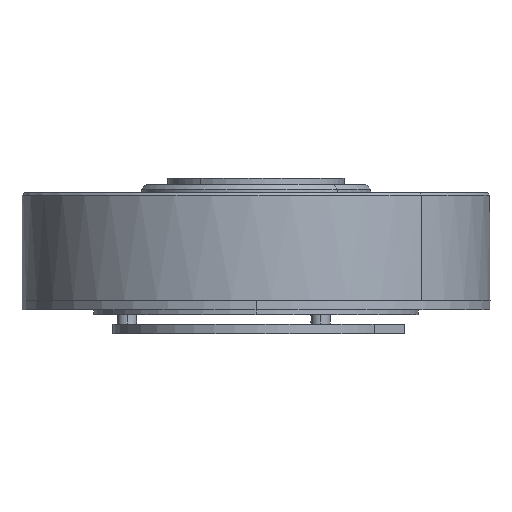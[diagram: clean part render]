
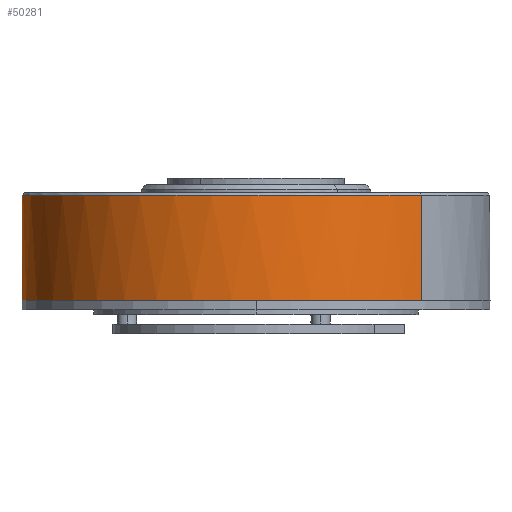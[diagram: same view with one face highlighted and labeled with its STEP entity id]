
A CAD part, left-side view. The second image highlights one B-rep face of the part: STEP entity #50281.
In plain terms, the highlighted free-form (B-spline) face has degree [2, 1] with [5, 2] control points.
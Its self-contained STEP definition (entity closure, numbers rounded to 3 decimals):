
#48709 = VERTEX_POINT('',#48710);
#48710 = CARTESIAN_POINT('',(38.383,38.383,
    26.587));
#48715 = EDGE_CURVE('',#48716,#48709,#48718,.T.);
#48716 = VERTEX_POINT('',#48717);
#48717 = CARTESIAN_POINT('',(-38.383,-38.383,
    26.587));
#48718 = ( BOUNDED_CURVE() B_SPLINE_CURVE(2,(#48719,#48720,#48721,#48722
,#48723),.UNSPECIFIED.,.F.,.F.) B_SPLINE_CURVE_WITH_KNOTS((3,2,3),(
    3.142,4.712,6.283),
.PIECEWISE_BEZIER_KNOTS.) CURVE() GEOMETRIC_REPRESENTATION_ITEM() 
RATIONAL_B_SPLINE_CURVE((1.,0.707,1.,0.707,1.)) 
REPRESENTATION_ITEM('') );
#48719 = CARTESIAN_POINT('',(-38.383,-38.383,
    26.587));
#48720 = CARTESIAN_POINT('',(-76.765,0.,
    26.587));
#48721 = CARTESIAN_POINT('',(-38.383,38.383,
    26.587));
#48722 = CARTESIAN_POINT('',(0.,76.765,
    26.587));
#48723 = CARTESIAN_POINT('',(38.383,38.383,
    26.587));
#50281 = ADVANCED_FACE('',(#50282),#50307,.T.);
#50282 = FACE_BOUND('',#50283,.T.);
#50283 = EDGE_LOOP('',(#50284,#50285,#50292,#50302));
#50284 = ORIENTED_EDGE('',*,*,#48715,.T.);
#50285 = ORIENTED_EDGE('',*,*,#50286,.T.);
#50286 = EDGE_CURVE('',#48709,#50287,#50289,.T.);
#50287 = VERTEX_POINT('',#50288);
#50288 = CARTESIAN_POINT('',(38.383,38.383,
    2.216));
#50289 = B_SPLINE_CURVE_WITH_KNOTS('',1,(#50290,#50291),.UNSPECIFIED.,
  .F.,.F.,(2,2),(0.5,22.5),.PIECEWISE_BEZIER_KNOTS.);
#50290 = CARTESIAN_POINT('',(38.383,38.383,
    26.587));
#50291 = CARTESIAN_POINT('',(38.383,38.383,
    2.216));
#50292 = ORIENTED_EDGE('',*,*,#50293,.T.);
#50293 = EDGE_CURVE('',#50287,#50294,#50296,.T.);
#50294 = VERTEX_POINT('',#50295);
#50295 = CARTESIAN_POINT('',(-38.383,-38.383,
    2.216));
#50296 = ( BOUNDED_CURVE() B_SPLINE_CURVE(2,(#50297,#50298,#50299,#50300
,#50301),.UNSPECIFIED.,.F.,.F.) B_SPLINE_CURVE_WITH_KNOTS((3,2,3),(0.,
1.571,3.142),.PIECEWISE_BEZIER_KNOTS.) CURVE() 
GEOMETRIC_REPRESENTATION_ITEM() RATIONAL_B_SPLINE_CURVE((1.,
0.707,1.,0.707,1.)) REPRESENTATION_ITEM('') );
#50297 = CARTESIAN_POINT('',(38.383,38.383,
    2.216));
#50298 = CARTESIAN_POINT('',(0.,76.765,
    2.216));
#50299 = CARTESIAN_POINT('',(-38.383,38.383,
    2.216));
#50300 = CARTESIAN_POINT('',(-76.765,0.,
    2.216));
#50301 = CARTESIAN_POINT('',(-38.383,-38.383,
    2.216));
#50302 = ORIENTED_EDGE('',*,*,#50303,.F.);
#50303 = EDGE_CURVE('',#48716,#50294,#50304,.T.);
#50304 = B_SPLINE_CURVE_WITH_KNOTS('',1,(#50305,#50306),.UNSPECIFIED.,
  .F.,.F.,(2,2),(0.5,22.5),.PIECEWISE_BEZIER_KNOTS.);
#50305 = CARTESIAN_POINT('',(-38.383,-38.383,
    26.587));
#50306 = CARTESIAN_POINT('',(-38.383,-38.383,
    2.216));
#50307 = ( BOUNDED_SURFACE() B_SPLINE_SURFACE(2,1,(
    (#50308,#50309)
    ,(#50310,#50311)
    ,(#50312,#50313)
    ,(#50314,#50315)
    ,(#50316,#50317
)),.UNSPECIFIED.,.F.,.F.,.F.) B_SPLINE_SURFACE_WITH_KNOTS((3,2,3),(2,2),
  (0.,1.571,3.142),(0.5,22.5),
.PIECEWISE_BEZIER_KNOTS.) GEOMETRIC_REPRESENTATION_ITEM() 
RATIONAL_B_SPLINE_SURFACE((
    (1.,1.)
    ,(0.707,0.707)
    ,(1.,1.)
    ,(0.707,0.707)
,(1.,1.))) REPRESENTATION_ITEM('') SURFACE() );
#50308 = CARTESIAN_POINT('',(-38.383,-38.383,
    26.587));
#50309 = CARTESIAN_POINT('',(-38.383,-38.383,
    2.216));
#50310 = CARTESIAN_POINT('',(-76.765,0.,
    26.587));
#50311 = CARTESIAN_POINT('',(-76.765,0.,
    2.216));
#50312 = CARTESIAN_POINT('',(-38.383,38.383,
    26.587));
#50313 = CARTESIAN_POINT('',(-38.383,38.383,
    2.216));
#50314 = CARTESIAN_POINT('',(0.,76.765,
    26.587));
#50315 = CARTESIAN_POINT('',(0.,76.765,
    2.216));
#50316 = CARTESIAN_POINT('',(38.383,38.383,
    26.587));
#50317 = CARTESIAN_POINT('',(38.383,38.383,
    2.216));
